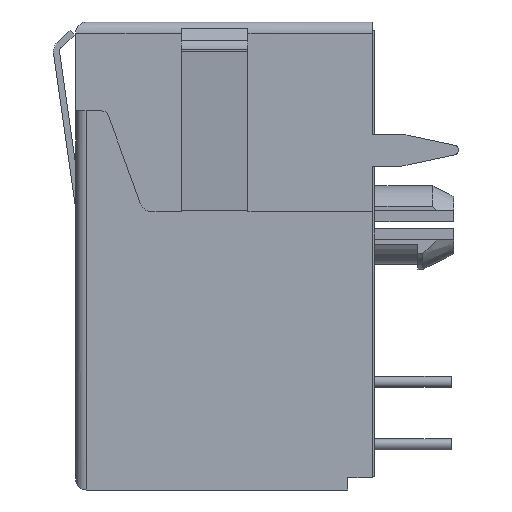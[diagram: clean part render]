
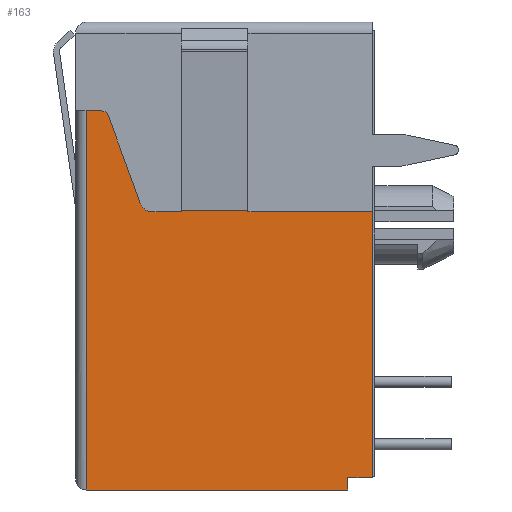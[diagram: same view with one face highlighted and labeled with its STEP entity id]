
A CAD part, left-side view. The second image highlights one B-rep face of the part: STEP entity #163.
In plain terms, the highlighted planar face has unit normal (-1, 0, 0).
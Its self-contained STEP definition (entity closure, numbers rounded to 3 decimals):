
#163=ADVANCED_FACE('',(#559),#560,.T.);
#559=FACE_OUTER_BOUND('',#1199,.T.);
#560=PLANE('',#1200);
#1199=EDGE_LOOP('',(#2433,#2434,#2435,#2436,#2437,#2438,#2439,#2440,#2441,#2442,#2443,#2444,#2445,#2446));
#1200=AXIS2_PLACEMENT_3D('',#2447,#2448,#2449);
#2433=ORIENTED_EDGE('',*,*,#4677,.F.);
#2434=ORIENTED_EDGE('',*,*,#4678,.F.);
#2435=ORIENTED_EDGE('',*,*,#4679,.T.);
#2436=ORIENTED_EDGE('',*,*,#4680,.F.);
#2437=ORIENTED_EDGE('',*,*,#4681,.T.);
#2438=ORIENTED_EDGE('',*,*,#4676,.T.);
#2439=ORIENTED_EDGE('',*,*,#4682,.T.);
#2440=ORIENTED_EDGE('',*,*,#4683,.F.);
#2441=ORIENTED_EDGE('',*,*,#4604,.T.);
#2442=ORIENTED_EDGE('',*,*,#4584,.F.);
#2443=ORIENTED_EDGE('',*,*,#4582,.T.);
#2444=ORIENTED_EDGE('',*,*,#4684,.T.);
#2445=ORIENTED_EDGE('',*,*,#4685,.F.);
#2446=ORIENTED_EDGE('',*,*,#4587,.F.);
#2447=CARTESIAN_POINT('',(-8.225,6.025,0.0));
#2448=DIRECTION('',(-1.0,0.0,0.0));
#2449=DIRECTION('',(0.0,0.0,1.0));
#4582=EDGE_CURVE('',#5677,#5675,#5678,.T.);
#4584=EDGE_CURVE('',#5677,#5680,#5681,.T.);
#4587=EDGE_CURVE('',#5683,#5685,#5686,.T.);
#4604=EDGE_CURVE('',#5717,#5680,#5718,.T.);
#4676=EDGE_CURVE('',#5828,#5831,#5833,.T.);
#4677=EDGE_CURVE('',#5834,#5683,#5835,.T.);
#4678=EDGE_CURVE('',#5836,#5834,#5837,.T.);
#4679=EDGE_CURVE('',#5836,#5838,#5839,.T.);
#4680=EDGE_CURVE('',#5840,#5838,#5841,.T.);
#4681=EDGE_CURVE('',#5840,#5828,#5842,.T.);
#4682=EDGE_CURVE('',#5831,#5843,#5844,.T.);
#4683=EDGE_CURVE('',#5717,#5843,#5845,.T.);
#4684=EDGE_CURVE('',#5675,#5846,#5847,.T.);
#4685=EDGE_CURVE('',#5685,#5846,#5848,.T.);
#5675=VERTEX_POINT('',#7803);
#5677=VERTEX_POINT('',#7806);
#5678=LINE('',#7807,#7808);
#5680=VERTEX_POINT('',#7811);
#5681=LINE('',#7812,#7813);
#5683=VERTEX_POINT('',#7816);
#5685=VERTEX_POINT('',#7819);
#5686=LINE('',#7820,#7821);
#5717=VERTEX_POINT('',#7867);
#5718=LINE('',#7868,#7869);
#5828=VERTEX_POINT('',#8082);
#5831=VERTEX_POINT('',#8123);
#5833=LINE('',#8126,#8127);
#5834=VERTEX_POINT('',#8128);
#5835=CIRCLE('',#8129,0.5);
#5836=VERTEX_POINT('',#8130);
#5837=LINE('',#8131,#8132);
#5838=VERTEX_POINT('',#8133);
#5839=CIRCLE('',#8134,0.3);
#5840=VERTEX_POINT('',#8135);
#5841=LINE('',#8136,#8137);
#5842=LINE('',#8138,#8139);
#5843=VERTEX_POINT('',#8140);
#5844=LINE('',#8141,#8142);
#5845=LINE('',#8143,#8144);
#5846=VERTEX_POINT('',#8145);
#5847=LINE('',#8146,#8147);
#5848=LINE('',#8148,#8149);
#7803=CARTESIAN_POINT('',(-8.225,-0.975,-7.65));
#7806=CARTESIAN_POINT('',(-8.225,-0.975,-7.7));
#7807=CARTESIAN_POINT('',(-8.225,-0.975,-7.7));
#7808=VECTOR('',#10271,0.05);
#7811=CARTESIAN_POINT('',(-8.225,-6.025,-7.7));
#7812=CARTESIAN_POINT('',(-8.225,-0.975,-7.7));
#7813=VECTOR('',#10273,5.05);
#7816=CARTESIAN_POINT('',(-8.225,2.925,-7.7));
#7819=CARTESIAN_POINT('',(-8.225,1.725,-7.7));
#7820=CARTESIAN_POINT('',(-8.225,2.925,-7.7));
#7821=VECTOR('',#10276,1.2);
#7867=CARTESIAN_POINT('',(-8.225,-6.025,-18.51));
#7868=CARTESIAN_POINT('',(-8.225,-6.025,-18.51));
#7869=VECTOR('',#10295,10.81);
#8082=CARTESIAN_POINT('',(-8.225,5.575,-19.0));
#8123=CARTESIAN_POINT('',(-8.225,-5.025,-19.0));
#8126=CARTESIAN_POINT('',(-8.225,5.575,-19.0));
#8127=VECTOR('',#10381,10.6);
#8128=CARTESIAN_POINT('',(-8.225,3.395,-7.371));
#8129=AXIS2_PLACEMENT_3D('',#10382,#10383,#10384);
#8130=CARTESIAN_POINT('',(-8.225,4.692,-3.807));
#8131=CARTESIAN_POINT('',(-8.225,4.692,-3.807));
#8132=VECTOR('',#10385,3.792);
#8133=CARTESIAN_POINT('',(-8.225,4.974,-3.61));
#8134=AXIS2_PLACEMENT_3D('',#10386,#10387,#10388);
#8135=CARTESIAN_POINT('',(-8.225,5.575,-3.61));
#8136=CARTESIAN_POINT('',(-8.225,5.575,-3.61));
#8137=VECTOR('',#10389,0.601);
#8138=CARTESIAN_POINT('',(-8.225,5.575,-3.61));
#8139=VECTOR('',#10390,15.39);
#8140=CARTESIAN_POINT('',(-8.225,-5.025,-18.51));
#8141=CARTESIAN_POINT('',(-8.225,-5.025,-19.0));
#8142=VECTOR('',#10391,0.49);
#8143=CARTESIAN_POINT('',(-8.225,-6.025,-18.51));
#8144=VECTOR('',#10392,1.0);
#8145=CARTESIAN_POINT('',(-8.225,1.725,-7.65));
#8146=CARTESIAN_POINT('',(-8.225,-0.975,-7.65));
#8147=VECTOR('',#10393,2.7);
#8148=CARTESIAN_POINT('',(-8.225,1.725,-7.7));
#8149=VECTOR('',#10394,0.05);
#10271=DIRECTION('',(0.0,0.0,1.0));
#10273=DIRECTION('',(0.0,-1.0,0.0));
#10276=DIRECTION('',(0.0,-1.0,0.0));
#10295=DIRECTION('',(0.0,0.0,1.0));
#10381=DIRECTION('',(0.0,-1.0,0.0));
#10382=CARTESIAN_POINT('',(-8.225,2.925,-7.2));
#10383=DIRECTION('',(-1.0,0.0,0.0));
#10384=DIRECTION('',(0.0,0.94,-0.342));
#10385=DIRECTION('',(0.0,-0.342,-0.94));
#10386=CARTESIAN_POINT('',(-8.225,4.974,-3.91));
#10387=DIRECTION('',(-1.0,0.0,0.0));
#10388=DIRECTION('',(0.0,-0.94,0.342));
#10389=DIRECTION('',(0.0,-1.0,0.0));
#10390=DIRECTION('',(0.0,0.0,-1.0));
#10391=DIRECTION('',(0.0,0.0,1.0));
#10392=DIRECTION('',(0.0,1.0,0.0));
#10393=DIRECTION('',(0.0,1.0,0.0));
#10394=DIRECTION('',(0.0,0.0,1.0));
